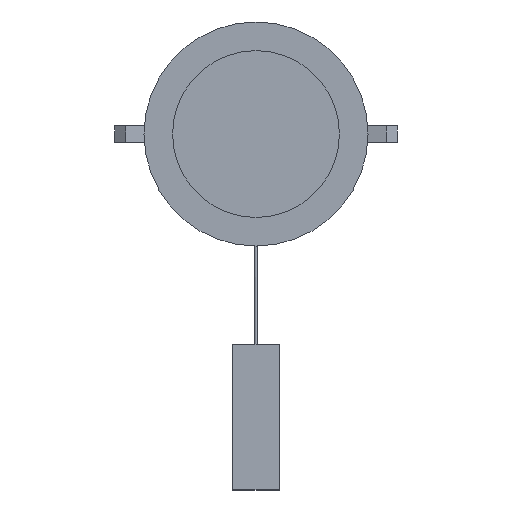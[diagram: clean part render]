
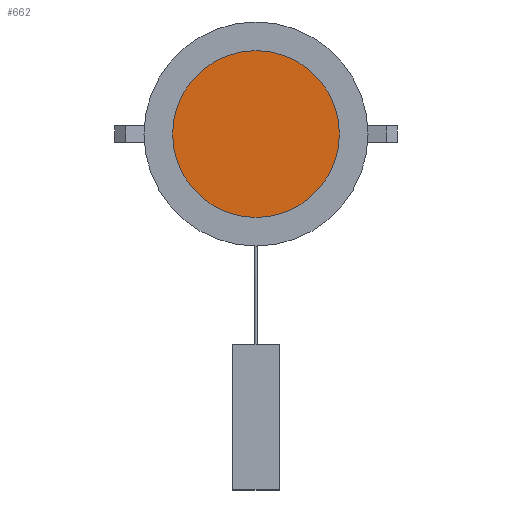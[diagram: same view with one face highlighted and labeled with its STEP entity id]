
A CAD part, top view. The second image highlights one B-rep face of the part: STEP entity #662.
In plain terms, the highlighted planar face has unit normal (0, 0, 1).
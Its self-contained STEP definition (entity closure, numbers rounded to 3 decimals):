
#211 = EDGE_LOOP ( 'NONE', ( #1368 ) ) ;
#223 = AXIS2_PLACEMENT_3D ( 'NONE', #1354, #877, #316 ) ;
#316 = DIRECTION ( 'NONE',  ( 0., 1., 0. ) ) ;
#519 = VERTEX_POINT ( 'NONE', #1201 ) ;
#662 = ADVANCED_FACE ( 'NONE', ( #1320 ), #1091, .T. ) ;
#712 = AXIS2_PLACEMENT_3D ( 'NONE', #715, #1252, #1038 ) ;
#715 = CARTESIAN_POINT ( 'NONE',  ( 0., 0., 0. ) ) ;
#776 = EDGE_CURVE ( 'NONE', #519, #519, #1349, .T. ) ;
#877 = DIRECTION ( 'NONE',  ( 0., 0., 1. ) ) ;
#1038 = DIRECTION ( 'NONE',  ( 1., 0., 0. ) ) ;
#1091 = PLANE ( 'NONE',  #223 ) ;
#1201 = CARTESIAN_POINT ( 'NONE',  ( 80., 0., 0. ) ) ;
#1252 = DIRECTION ( 'NONE',  ( 0., 0., 1. ) ) ;
#1320 = FACE_OUTER_BOUND ( 'NONE', #211, .T. ) ;
#1349 = CIRCLE ( 'NONE', #712, 80. ) ;
#1354 = CARTESIAN_POINT ( 'NONE',  ( 80., 0., 0. ) ) ;
#1368 = ORIENTED_EDGE ( 'NONE', *, *, #776, .T. ) ;
